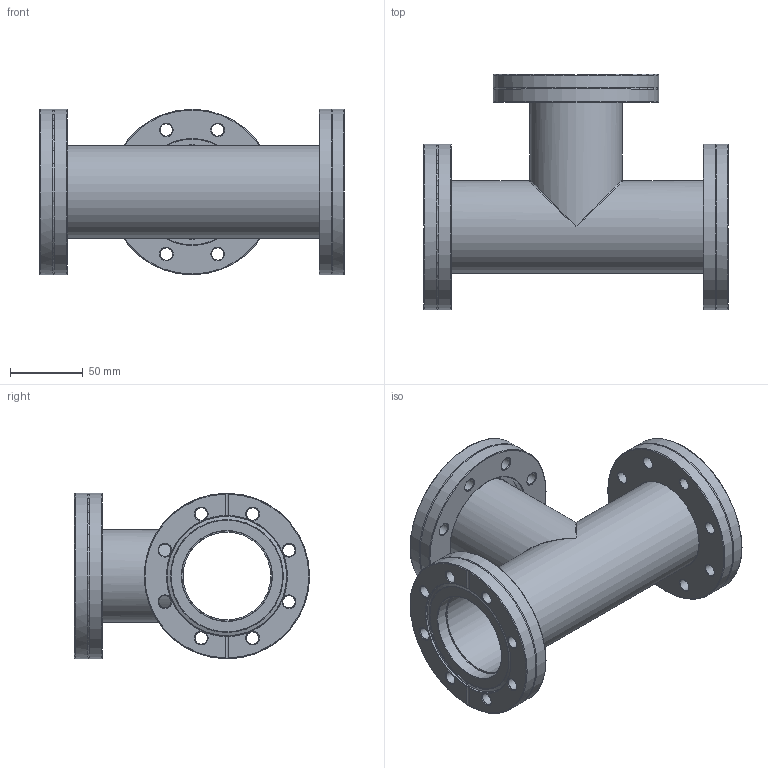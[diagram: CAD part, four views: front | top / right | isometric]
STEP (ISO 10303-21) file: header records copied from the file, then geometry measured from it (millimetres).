
FILE_DESCRIPTION(/* description */ (''),/* implementation_level */ '2;1');
FILE_NAME(/* name */ 'CF-ET-450L.stp',/* time_stamp */ '2016-07-13T13:49:30+08:00',/* author */ ('raccy_lai'),/* organization */ (''),/* preprocessor_version */ 'ST-DEVELOPER v16.1',/* originating_system */ 'Autodesk Inventor 2016',/* authorisation */ '');
FILE_SCHEMA (('AUTOMOTIVE_DESIGN { 1 0 10303 214 3 1 1 }'));
Length unit declared in the file: millimetre
Products named in the file (5): CF-ET-450L(A); CF-ET-450L(B); CF-ET-450L(C); CF-ET-450L(D); CF-ET-450L
Assembly tree (6 placements, depth 2):
  CF-ET-450L
    CF-ET-450L(A)
    CF-ET-450L(B)  x2
    CF-ET-450L(C)  x2
    CF-ET-450L(D)
Bounding box: 209.29 x 161.39 x 113.5 mm (x, y, z)
Volume: 422977.9 mm3; surface area: 195172.8 mm2
Topology: 6 solids, 6 shells, 183 faces, 485 edges, 293 vertices
Faces by surface type: cone 59, cylinder 53, torus 45, plane 22, bspline 4
Full cylindrical faces by diameter (mm): 8.43 x24, 60.2 x2, 62 x3, 63.5 x2, 63.75 x1, 64.01 x2, 72.39 x2, 82.45 x2, 82.55 x3, 113.5 x6
Entity records: 3657 total; most frequent: CARTESIAN_POINT 1046, DIRECTION 564, ORIENTED_EDGE 376, AXIS2_PLACEMENT_3D 278, EDGE_LOOP 252, EDGE_CURVE 188, VERTEX_POINT 160, CIRCLE 140
